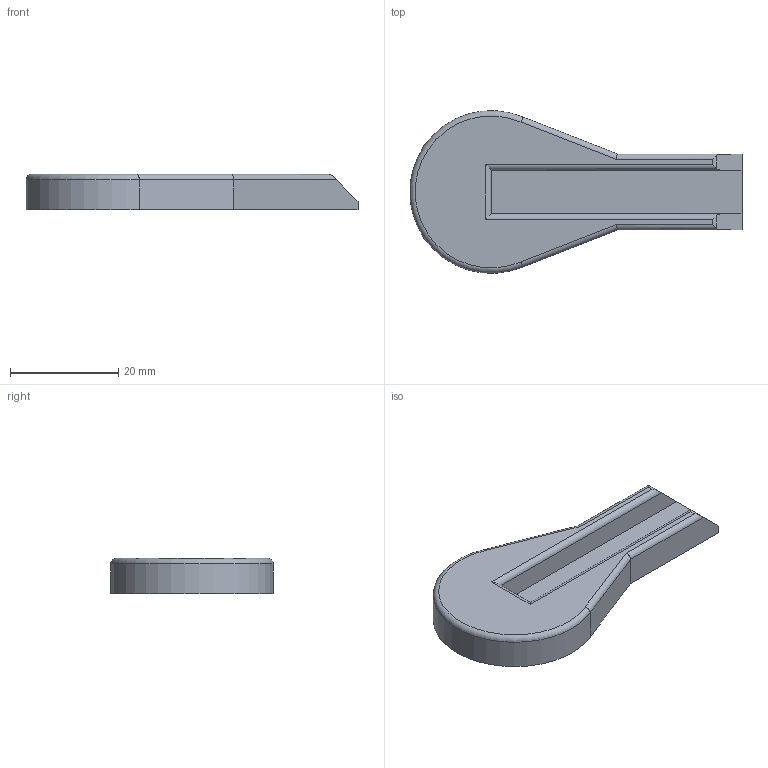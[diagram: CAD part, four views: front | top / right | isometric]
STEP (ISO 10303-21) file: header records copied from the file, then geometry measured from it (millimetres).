
FILE_DESCRIPTION(('FreeCAD Model'),'2;1');
FILE_NAME('soporte.step', '2020-11-17T18:58:28',('Author'),(''), 'Open CASCADE STEP processor 7.3','FreeCAD','Unknown');
FILE_SCHEMA(('AUTOMOTIVE_DESIGN { 1 0 10303 214 1 1 1 1 }'));
Length unit declared in the file: millimetre
Products named in the file (1): soporte
Bounding box: 61.21 x 29.94 x 6.5 mm (x, y, z)
Volume: 5861.5 mm3; surface area: 3733.7 mm2
Topology: 1 solids, 1 shells, 24 faces, 58 edges, 36 vertices
Faces by surface type: plane 13, cylinder 10, torus 1
Entity records: 1593 total; most frequent: CARTESIAN_POINT 419, DIRECTION 212, LINE 125, VECTOR 125, ORIENTED_EDGE 116, PCURVE 116, DEFINITIONAL_REPRESENTATION 116, EDGE_CURVE 58
